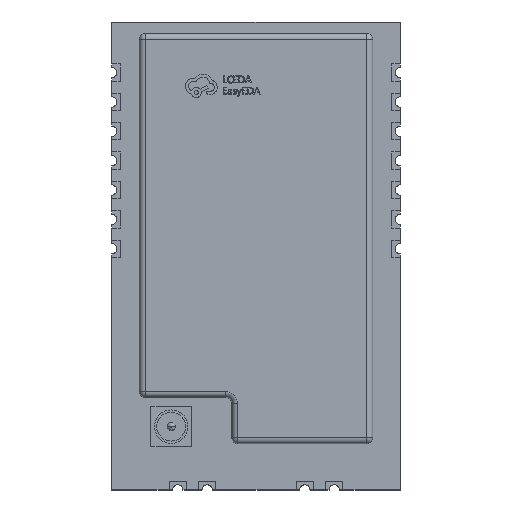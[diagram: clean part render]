
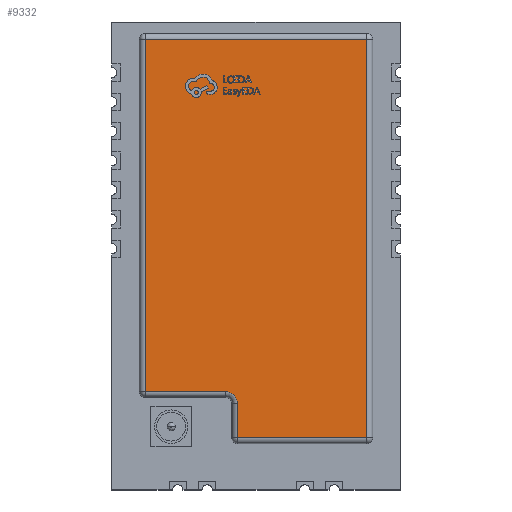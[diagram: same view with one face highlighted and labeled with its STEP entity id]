
A CAD part, top view. The second image highlights one B-rep face of the part: STEP entity #9332.
In plain terms, the highlighted planar face has unit normal (0, 0, 1).
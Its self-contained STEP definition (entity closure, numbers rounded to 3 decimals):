
#75 = EDGE_CURVE ( 'NONE', #12968, #12039, #12768, .T. ) ;
#267 = CARTESIAN_POINT ( 'NONE',  ( -1.6, -13.607, 3.67 ) ) ;
#433 = DIRECTION ( 'NONE',  ( 1., 0., 0. ) ) ;
#583 = CARTESIAN_POINT ( 'NONE',  ( -2.1, -9.607, 3.67 ) ) ;
#603 = LINE ( 'NONE', #7859, #13877 ) ;
#747 = DIRECTION ( 'NONE',  ( 1., 0., 0. ) ) ;
#1089 = ORIENTED_EDGE ( 'NONE', *, *, #2169, .T. ) ;
#1719 = DIRECTION ( 'NONE',  ( 0., 0., 1. ) ) ;
#2153 = CARTESIAN_POINT ( 'NONE',  ( 9.6, 20.893, 3.67 ) ) ;
#2169 = EDGE_CURVE ( 'NONE', #5967, #13846, #6971, .T. ) ;
#2508 = EDGE_CURVE ( 'NONE', #12039, #5967, #9679, .T. ) ;
#2724 = AXIS2_PLACEMENT_3D ( 'NONE', #10948, #8488, #433 ) ;
#2892 = CARTESIAN_POINT ( 'NONE',  ( -2.6, -10.607, 3.67 ) ) ;
#3377 = CARTESIAN_POINT ( 'NONE',  ( 9.6, 21.393, 3.67 ) ) ;
#3443 = CARTESIAN_POINT ( 'NONE',  ( -10.1, 20.893, 3.67 ) ) ;
#3840 = VECTOR ( 'NONE', #7302, 1000. ) ;
#3898 = ORIENTED_EDGE ( 'NONE', *, *, #8075, .T. ) ;
#3994 = VECTOR ( 'NONE', #6677, 1000. ) ;
#4495 = DIRECTION ( 'NONE',  ( 1., 0., 0. ) ) ;
#4719 = EDGE_CURVE ( 'NONE', #6410, #13846, #12449, .T. ) ;
#4815 = CARTESIAN_POINT ( 'NONE',  ( -9.6, -9.607, 3.67 ) ) ;
#4942 = FACE_OUTER_BOUND ( 'NONE', #7625, .T. ) ;
#5219 = ORIENTED_EDGE ( 'NONE', *, *, #4719, .F. ) ;
#5291 = VERTEX_POINT ( 'NONE', #267 ) ;
#5607 = ORIENTED_EDGE ( 'NONE', *, *, #2508, .T. ) ;
#5967 = VERTEX_POINT ( 'NONE', #4815 ) ;
#6396 = VECTOR ( 'NONE', #10633, 1000. ) ;
#6410 = VERTEX_POINT ( 'NONE', #8331 ) ;
#6656 = CARTESIAN_POINT ( 'NONE',  ( -9.6, 20.893, 3.67 ) ) ;
#6677 = DIRECTION ( 'NONE',  ( 0., 1., 0. ) ) ;
#6971 = LINE ( 'NONE', #583, #10968 ) ;
#7302 = DIRECTION ( 'NONE',  ( 0., -1., 0. ) ) ;
#7625 = EDGE_LOOP ( 'NONE', ( #13005, #12410, #13334, #5607, #1089, #5219, #3898 ) ) ;
#7728 = VECTOR ( 'NONE', #12936, 1000. ) ;
#7859 = CARTESIAN_POINT ( 'NONE',  ( 10.1, -13.607, 3.67 ) ) ;
#8075 = EDGE_CURVE ( 'NONE', #6410, #5291, #12013, .T. ) ;
#8331 = CARTESIAN_POINT ( 'NONE',  ( -1.6, -10.607, 3.67 ) ) ;
#8488 = DIRECTION ( 'NONE',  ( 0., 0., 1. ) ) ;
#8530 = CARTESIAN_POINT ( 'NONE',  ( -9.6, -10.107, 3.67 ) ) ;
#9332 = ADVANCED_FACE ( 'NONE', ( #4942 ), #9855, .T. ) ;
#9679 = LINE ( 'NONE', #8530, #3840 ) ;
#9737 = AXIS2_PLACEMENT_3D ( 'NONE', #2892, #1719, #13739 ) ;
#9855 = PLANE ( 'NONE',  #2724 ) ;
#10633 = DIRECTION ( 'NONE',  ( 0., -1., 0. ) ) ;
#10948 = CARTESIAN_POINT ( 'NONE',  ( 0., 2.143, 3.67 ) ) ;
#10968 = VECTOR ( 'NONE', #4495, 1000. ) ;
#11732 = EDGE_CURVE ( 'NONE', #15068, #12968, #13943, .T. ) ;
#12013 = LINE ( 'NONE', #14331, #6396 ) ;
#12039 = VERTEX_POINT ( 'NONE', #6656 ) ;
#12410 = ORIENTED_EDGE ( 'NONE', *, *, #11732, .T. ) ;
#12449 = CIRCLE ( 'NONE', #9737, 1. ) ;
#12768 = LINE ( 'NONE', #3443, #7728 ) ;
#12936 = DIRECTION ( 'NONE',  ( -1., 0., 0. ) ) ;
#12968 = VERTEX_POINT ( 'NONE', #2153 ) ;
#13005 = ORIENTED_EDGE ( 'NONE', *, *, #13690, .T. ) ;
#13032 = CARTESIAN_POINT ( 'NONE',  ( 9.6, -13.607, 3.67 ) ) ;
#13334 = ORIENTED_EDGE ( 'NONE', *, *, #75, .T. ) ;
#13690 = EDGE_CURVE ( 'NONE', #5291, #15068, #603, .T. ) ;
#13739 = DIRECTION ( 'NONE',  ( 1., 0., 0. ) ) ;
#13846 = VERTEX_POINT ( 'NONE', #15196 ) ;
#13877 = VECTOR ( 'NONE', #747, 1000. ) ;
#13943 = LINE ( 'NONE', #3377, #3994 ) ;
#14331 = CARTESIAN_POINT ( 'NONE',  ( -1.6, -14.107, 3.67 ) ) ;
#15068 = VERTEX_POINT ( 'NONE', #13032 ) ;
#15196 = CARTESIAN_POINT ( 'NONE',  ( -2.6, -9.607, 3.67 ) ) ;
